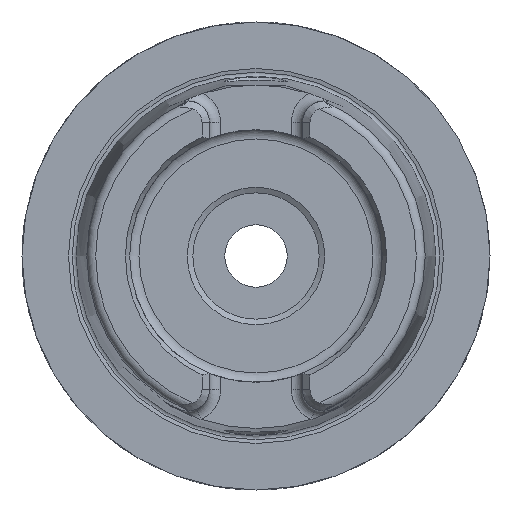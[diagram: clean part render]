
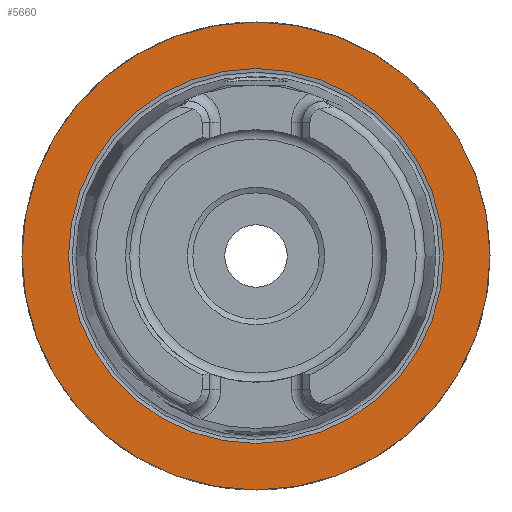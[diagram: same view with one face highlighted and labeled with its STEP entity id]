
A CAD part, left-side view. The second image highlights one B-rep face of the part: STEP entity #5660.
In plain terms, the highlighted planar face has unit normal (-1, 0, 0).
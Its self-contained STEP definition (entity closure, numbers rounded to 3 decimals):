
#1704=CARTESIAN_POINT('',(0.,31.5,0.0));
#1705=VERTEX_POINT('',#1704);
#1706=CARTESIAN_POINT('',(0.0,0.0,0.0));
#1707=DIRECTION('',(1.0,0.0,0.0));
#1708=DIRECTION('',(0.0,1.0,0.0));
#1709=AXIS2_PLACEMENT_3D('',#1706,#1707,#1708);
#1710=CIRCLE('',#1709,31.5);
#1711=EDGE_CURVE('',#1705,#1705,#1710,.T.);
#5602=CARTESIAN_POINT('',(0.,25.238,0.0));
#5603=VERTEX_POINT('',#5602);
#5604=CARTESIAN_POINT('',(0.,0.0,0.0));
#5605=DIRECTION('',(1.0,0.0,0.0));
#5606=DIRECTION('',(0.0,1.0,0.0));
#5607=AXIS2_PLACEMENT_3D('',#5604,#5605,#5606);
#5608=CIRCLE('',#5607,25.238);
#5609=EDGE_CURVE('',#5603,#5603,#5608,.T.);
#5649=CARTESIAN_POINT('',(0.,27.91,0.0));
#5650=DIRECTION('',(-1.0,0.0,0.0));
#5651=DIRECTION('',(0.0,0.0,1.0));
#5652=AXIS2_PLACEMENT_3D('',#5649,#5650,#5651);
#5653=PLANE('',#5652);
#5654=ORIENTED_EDGE('',*,*,#1711,.F.);
#5655=EDGE_LOOP('',(#5654));
#5656=FACE_OUTER_BOUND('',#5655,.T.);
#5657=ORIENTED_EDGE('',*,*,#5609,.T.);
#5658=EDGE_LOOP('',(#5657));
#5659=FACE_BOUND('',#5658,.T.);
#5660=ADVANCED_FACE('',(#5656,#5659),#5653,.T.);
